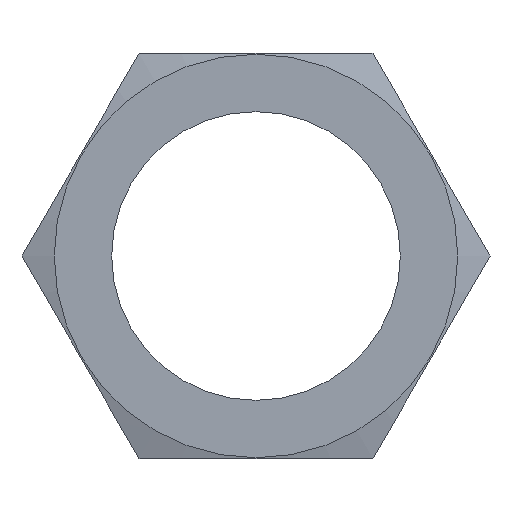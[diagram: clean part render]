
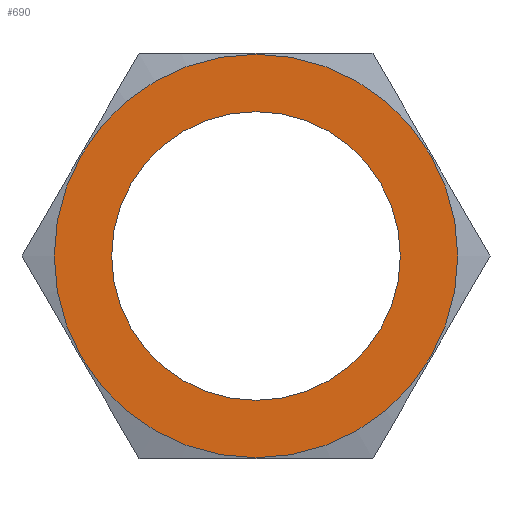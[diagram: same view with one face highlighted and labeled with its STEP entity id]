
A CAD part, left-side view. The second image highlights one B-rep face of the part: STEP entity #690.
In plain terms, the highlighted planar face has unit normal (-1, 0, 0).
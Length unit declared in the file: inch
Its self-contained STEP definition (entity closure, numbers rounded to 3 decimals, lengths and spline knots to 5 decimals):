
#17=FACE_BOUND('',#129,.T.);
#48=PLANE('',#771);
#89=FACE_OUTER_BOUND('',#128,.T.);
#128=EDGE_LOOP('',(#636,#637));
#129=EDGE_LOOP('',(#638,#639));
#192=CIRCLE('',#761,1.1935);
#193=CIRCLE('',#762,1.1935);
#196=CIRCLE('',#769,0.854);
#197=CIRCLE('',#770,0.854);
#316=VERTEX_POINT('',#3749);
#317=VERTEX_POINT('',#3751);
#320=VERTEX_POINT('',#3763);
#321=VERTEX_POINT('',#3765);
#420=EDGE_CURVE('',#316,#317,#192,.T.);
#421=EDGE_CURVE('',#317,#316,#193,.T.);
#426=EDGE_CURVE('',#321,#320,#196,.T.);
#427=EDGE_CURVE('',#320,#321,#197,.T.);
#636=ORIENTED_EDGE('',*,*,#421,.F.);
#637=ORIENTED_EDGE('',*,*,#420,.F.);
#638=ORIENTED_EDGE('',*,*,#426,.T.);
#639=ORIENTED_EDGE('',*,*,#427,.T.);
#690=ADVANCED_FACE('',(#89,#17),#48,.T.);
#761=AXIS2_PLACEMENT_3D('',#3752,#898,#899);
#762=AXIS2_PLACEMENT_3D('',#3753,#900,#901);
#769=AXIS2_PLACEMENT_3D('',#3766,#916,#917);
#770=AXIS2_PLACEMENT_3D('',#3767,#918,#919);
#771=AXIS2_PLACEMENT_3D('',#3768,#920,#921);
#898=DIRECTION('center_axis',(1.,0.,0.));
#899=DIRECTION('ref_axis',(0.,1.,0.));
#900=DIRECTION('center_axis',(1.,0.,0.));
#901=DIRECTION('ref_axis',(0.,1.,0.));
#916=DIRECTION('center_axis',(1.,0.,0.));
#917=DIRECTION('ref_axis',(0.,1.,0.));
#918=DIRECTION('center_axis',(1.,0.,0.));
#919=DIRECTION('ref_axis',(0.,1.,0.));
#920=DIRECTION('center_axis',(-1.,0.,0.));
#921=DIRECTION('ref_axis',(0.,0.,1.));
#3749=CARTESIAN_POINT('',(0.,-1.1935,0.));
#3751=CARTESIAN_POINT('',(0.,1.1935,0.));
#3752=CARTESIAN_POINT('Origin',(0.,0.,0.));
#3753=CARTESIAN_POINT('Origin',(0.,0.,0.));
#3763=CARTESIAN_POINT('',(0.,-0.854,0.));
#3765=CARTESIAN_POINT('',(0.,0.854,0.));
#3766=CARTESIAN_POINT('Origin',(0.,0.,0.));
#3767=CARTESIAN_POINT('Origin',(0.,0.,0.));
#3768=CARTESIAN_POINT('Origin',(0.,1.02375,0.));
